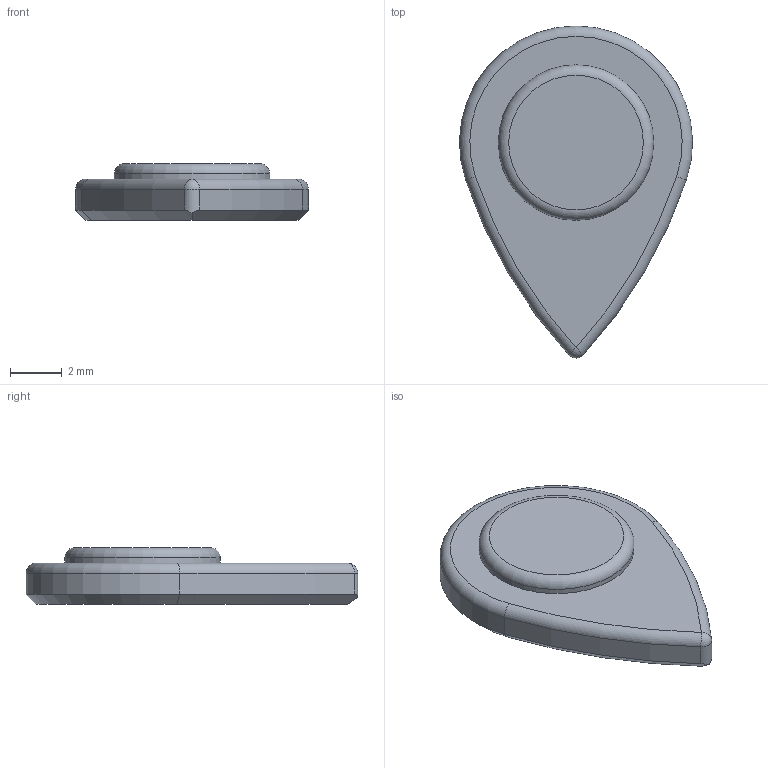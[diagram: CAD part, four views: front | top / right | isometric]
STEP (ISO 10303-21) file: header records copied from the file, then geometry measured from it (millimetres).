
FILE_DESCRIPTION(/* description */ ('STEP AP242','CAx-IF Rec.Pracs.---Representation and Presentation of Product Manufacturing Information (PMI)---4.0---2014-10-13','CAx-IF Rec.Pracs.---3D Tessellated Geometry---0.4---2014-09-14','2;1'),/* implementation_level */ '2;1');
FILE_NAME(/* name */ '67a7c3ebd657cf76e78c315a',/* time_stamp */ '2025-02-08T20:51:55Z',/* author */ (''),/* organization */ (''),/* preprocessor_version */ 'ST-DEVELOPER v20',/* originating_system */ 'ONSHAPE BY PTC INC, 1.193',/* authorisation */ ' ');
FILE_SCHEMA (('AP242_MANAGED_MODEL_BASED_3D_ENGINEERING_MIM_LF { 1 0 10303 442 1 1 4 }'));
Length unit declared in the file: metre
Products named in the file (1): Part 1
Bounding box: 9 x 12.81 x 2.2 mm (x, y, z)
Volume: 129.7 mm3; surface area: 236.4 mm2
Topology: 1 solids, 2 shells, 19 faces, 35 edges, 20 vertices
Faces by surface type: cylinder 6, plane 5, torus 4, cone 3, sphere 1
Full cylindrical faces by diameter (mm): 3.3 x1, 6 x1
Entity records: 474 total; most frequent: DIRECTION 90, CARTESIAN_POINT 80, ORIENTED_EDGE 62, AXIS2_PLACEMENT_3D 42, EDGE_CURVE 31, EDGE_LOOP 23, FACE_BOUND 23, CIRCLE 22
